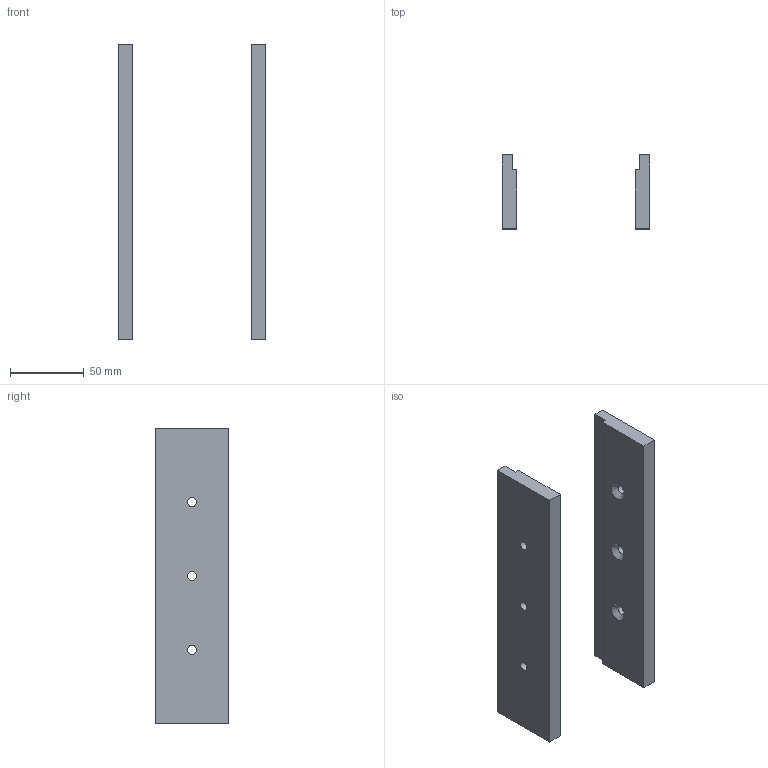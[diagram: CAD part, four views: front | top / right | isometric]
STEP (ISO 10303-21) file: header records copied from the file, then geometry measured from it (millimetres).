
FILE_DESCRIPTION(/* description */ ('Alibre Inc.'),/* implementation_level */ '2;1');
FILE_NAME(/* name */ 'export-FB0ADE59-1E5D-401A-ABCA-A96CAD63677E',/* time_stamp */ '2023-06-05T18:12:48+02:00',/* author */ (''),/* organization */ (''),/* preprocessor_version */ 'ST-DEVELOPER v17',/* originating_system */ 'Alibre',/* authorisation */ '');
FILE_SCHEMA (('AUTOMOTIVE_DESIGN'));
Length unit declared in the file: millimetre
Bounding box: 100 x 49.8 x 200 mm (x, y, z)
Volume: 184556.8 mm3; surface area: 50392.1 mm2
Topology: 2 solids, 2 shells, 34 faces, 84 edges, 54 vertices
Faces by surface type: plane 16, cylinder 12, cone 6
Full cylindrical faces by diameter (mm): 6.2 x6, 12.5 x6
Entity records: 487 total; most frequent: DIRECTION 76, CARTESIAN_POINT 75, ORIENTED_EDGE 60, AXIS2_PLACEMENT_3D 33, EDGE_LOOP 32, FACE_BOUND 32, EDGE_CURVE 30, VERTEX_POINT 24
